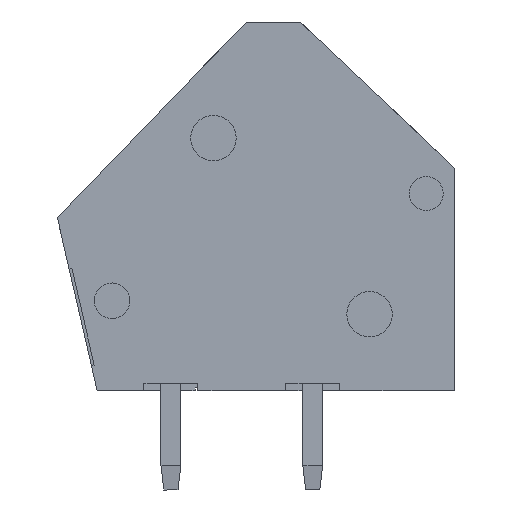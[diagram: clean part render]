
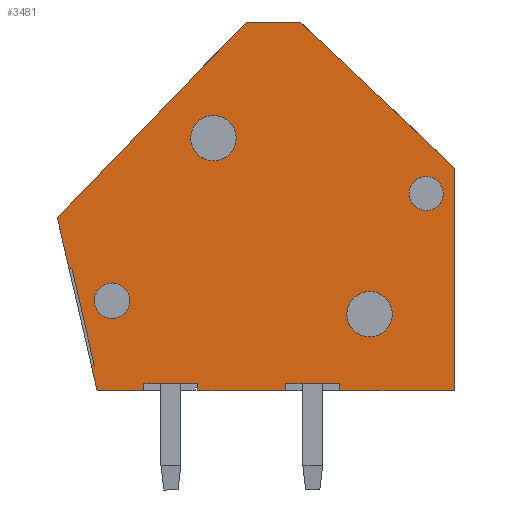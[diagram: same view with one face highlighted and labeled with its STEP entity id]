
A CAD part, left-side view. The second image highlights one B-rep face of the part: STEP entity #3481.
In plain terms, the highlighted planar face has unit normal (-1, 0, 0).
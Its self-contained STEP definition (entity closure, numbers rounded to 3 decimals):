
#109=CIRCLE('',#3728,0.625);
#110=CIRCLE('',#3729,0.8);
#111=CIRCLE('',#3730,0.8);
#112=CIRCLE('',#3731,0.6);
#259=ORIENTED_EDGE('',*,*,#1264,.T.);
#260=ORIENTED_EDGE('',*,*,#1265,.T.);
#261=ORIENTED_EDGE('',*,*,#1266,.T.);
#262=ORIENTED_EDGE('',*,*,#1267,.T.);
#263=ORIENTED_EDGE('',*,*,#1268,.T.);
#264=ORIENTED_EDGE('',*,*,#1269,.T.);
#265=ORIENTED_EDGE('',*,*,#1270,.T.);
#266=ORIENTED_EDGE('',*,*,#1271,.T.);
#267=ORIENTED_EDGE('',*,*,#1272,.T.);
#268=ORIENTED_EDGE('',*,*,#1273,.F.);
#269=ORIENTED_EDGE('',*,*,#1274,.F.);
#270=ORIENTED_EDGE('',*,*,#1275,.F.);
#271=ORIENTED_EDGE('',*,*,#1276,.T.);
#272=ORIENTED_EDGE('',*,*,#1277,.T.);
#273=ORIENTED_EDGE('',*,*,#1278,.T.);
#274=ORIENTED_EDGE('',*,*,#1279,.T.);
#275=ORIENTED_EDGE('',*,*,#1219,.T.);
#276=ORIENTED_EDGE('',*,*,#1280,.T.);
#277=ORIENTED_EDGE('',*,*,#1281,.T.);
#278=ORIENTED_EDGE('',*,*,#1282,.T.);
#279=ORIENTED_EDGE('',*,*,#1283,.T.);
#280=ORIENTED_EDGE('',*,*,#1284,.T.);
#1219=EDGE_CURVE('',#1725,#1726,#2064,.T.);
#1264=EDGE_CURVE('',#1763,#1763,#109,.T.);
#1265=EDGE_CURVE('',#1764,#1764,#110,.T.);
#1266=EDGE_CURVE('',#1765,#1765,#111,.T.);
#1267=EDGE_CURVE('',#1766,#1766,#112,.T.);
#1268=EDGE_CURVE('',#1767,#1768,#2106,.T.);
#1269=EDGE_CURVE('',#1768,#1769,#2107,.T.);
#1270=EDGE_CURVE('',#1769,#1770,#2108,.T.);
#1271=EDGE_CURVE('',#1770,#1771,#2109,.T.);
#1272=EDGE_CURVE('',#1771,#1772,#2110,.T.);
#1273=EDGE_CURVE('',#1773,#1772,#2111,.T.);
#1274=EDGE_CURVE('',#1774,#1773,#2112,.T.);
#1275=EDGE_CURVE('',#1775,#1774,#2113,.T.);
#1276=EDGE_CURVE('',#1775,#1776,#2114,.T.);
#1277=EDGE_CURVE('',#1776,#1777,#2115,.T.);
#1278=EDGE_CURVE('',#1777,#1778,#2116,.T.);
#1279=EDGE_CURVE('',#1778,#1725,#2117,.T.);
#1280=EDGE_CURVE('',#1726,#1779,#2118,.T.);
#1281=EDGE_CURVE('',#1779,#1780,#2119,.T.);
#1282=EDGE_CURVE('',#1780,#1781,#2120,.T.);
#1283=EDGE_CURVE('',#1781,#1782,#2121,.T.);
#1284=EDGE_CURVE('',#1782,#1767,#2122,.T.);
#1725=VERTEX_POINT('',#5016);
#1726=VERTEX_POINT('',#5017);
#1763=VERTEX_POINT('',#5107);
#1764=VERTEX_POINT('',#5109);
#1765=VERTEX_POINT('',#5111);
#1766=VERTEX_POINT('',#5113);
#1767=VERTEX_POINT('',#5115);
#1768=VERTEX_POINT('',#5116);
#1769=VERTEX_POINT('',#5118);
#1770=VERTEX_POINT('',#5120);
#1771=VERTEX_POINT('',#5122);
#1772=VERTEX_POINT('',#5124);
#1773=VERTEX_POINT('',#5126);
#1774=VERTEX_POINT('',#5128);
#1775=VERTEX_POINT('',#5130);
#1776=VERTEX_POINT('',#5132);
#1777=VERTEX_POINT('',#5134);
#1778=VERTEX_POINT('',#5136);
#1779=VERTEX_POINT('',#5139);
#1780=VERTEX_POINT('',#5141);
#1781=VERTEX_POINT('',#5143);
#1782=VERTEX_POINT('',#5145);
#2064=LINE('',#5015,#2473);
#2106=LINE('',#5114,#2515);
#2107=LINE('',#5117,#2516);
#2108=LINE('',#5119,#2517);
#2109=LINE('',#5121,#2518);
#2110=LINE('',#5123,#2519);
#2111=LINE('',#5125,#2520);
#2112=LINE('',#5127,#2521);
#2113=LINE('',#5129,#2522);
#2114=LINE('',#5131,#2523);
#2115=LINE('',#5133,#2524);
#2116=LINE('',#5135,#2525);
#2117=LINE('',#5137,#2526);
#2118=LINE('',#5138,#2527);
#2119=LINE('',#5140,#2528);
#2120=LINE('',#5142,#2529);
#2121=LINE('',#5144,#2530);
#2122=LINE('',#5146,#2531);
#2473=VECTOR('',#4019,1000.);
#2515=VECTOR('',#4091,1000.);
#2516=VECTOR('',#4092,1000.);
#2517=VECTOR('',#4093,1000.);
#2518=VECTOR('',#4094,1000.);
#2519=VECTOR('',#4095,1000.);
#2520=VECTOR('',#4096,1000.);
#2521=VECTOR('',#4097,1000.);
#2522=VECTOR('',#4098,1000.);
#2523=VECTOR('',#4099,1000.);
#2524=VECTOR('',#4100,1000.);
#2525=VECTOR('',#4101,1000.);
#2526=VECTOR('',#4102,1000.);
#2527=VECTOR('',#4103,1000.);
#2528=VECTOR('',#4104,1000.);
#2529=VECTOR('',#4105,1000.);
#2530=VECTOR('',#4106,1000.);
#2531=VECTOR('',#4107,1000.);
#2886=EDGE_LOOP('',(#259));
#2887=EDGE_LOOP('',(#260));
#2888=EDGE_LOOP('',(#261));
#2889=EDGE_LOOP('',(#262));
#2890=EDGE_LOOP('',(#263,#264,#265,#266,#267,#268,#269,#270,#271,#272,#273,
#274,#275,#276,#277,#278,#279,#280));
#3113=FACE_BOUND('',#2886,.T.);
#3114=FACE_BOUND('',#2887,.T.);
#3115=FACE_BOUND('',#2888,.T.);
#3116=FACE_BOUND('',#2889,.T.);
#3117=FACE_BOUND('',#2890,.T.);
#3336=PLANE('',#3727);
#3481=ADVANCED_FACE('',(#3113,#3114,#3115,#3116,#3117),#3336,.T.);
#3727=AXIS2_PLACEMENT_3D('',#5105,#4081,#4082);
#3728=AXIS2_PLACEMENT_3D('',#5106,#4083,#4084);
#3729=AXIS2_PLACEMENT_3D('',#5108,#4085,#4086);
#3730=AXIS2_PLACEMENT_3D('',#5110,#4087,#4088);
#3731=AXIS2_PLACEMENT_3D('',#5112,#4089,#4090);
#4019=DIRECTION('',(0.,0.693,-0.72));
#4081=DIRECTION('',(-1.,0.,0.));
#4082=DIRECTION('',(0.,0.,1.));
#4083=DIRECTION('',(1.,0.,0.));
#4084=DIRECTION('',(0.,-1.,0.));
#4085=DIRECTION('',(1.,0.,0.));
#4086=DIRECTION('',(0.,-1.,0.));
#4087=DIRECTION('',(1.,0.,0.));
#4088=DIRECTION('',(0.,-1.,0.));
#4089=DIRECTION('',(1.,0.,0.));
#4090=DIRECTION('',(0.,-1.,0.));
#4091=DIRECTION('',(0.,-1.,0.));
#4092=DIRECTION('',(0.,0.,1.));
#4093=DIRECTION('',(0.,-1.,0.));
#4094=DIRECTION('',(0.,0.,-1.));
#4095=DIRECTION('',(0.,-1.,0.));
#4096=DIRECTION('',(0.,0.,-1.));
#4097=DIRECTION('',(0.,1.,0.));
#4098=DIRECTION('',(0.,0.,1.));
#4099=DIRECTION('',(0.,-1.,0.));
#4100=DIRECTION('',(0.,0.,1.));
#4101=DIRECTION('',(0.,0.727,0.687));
#4102=DIRECTION('',(0.,1.,0.));
#4103=DIRECTION('',(0.,-0.224,-0.975));
#4104=DIRECTION('',(0.,-0.975,0.224));
#4105=DIRECTION('',(0.,-0.224,-0.975));
#4106=DIRECTION('',(0.,0.975,-0.224));
#4107=DIRECTION('',(0.,-0.224,-0.975));
#5015=CARTESIAN_POINT('',(-2.5,1.05,9.075));
#5016=CARTESIAN_POINT('',(-2.5,1.05,9.075));
#5017=CARTESIAN_POINT('',(-2.5,7.7,2.166));
#5105=CARTESIAN_POINT('',(-2.5,0.,0.));
#5106=CARTESIAN_POINT('',(-2.5,5.775,-0.75));
#5107=CARTESIAN_POINT('',(-2.5,5.15,-0.75));
#5108=CARTESIAN_POINT('',(-2.5,2.2,4.981));
#5109=CARTESIAN_POINT('',(-2.5,1.4,4.981));
#5110=CARTESIAN_POINT('',(-2.5,-3.304,-1.23));
#5111=CARTESIAN_POINT('',(-2.5,-4.104,-1.23));
#5112=CARTESIAN_POINT('',(-2.5,-5.3,3.025));
#5113=CARTESIAN_POINT('',(-2.5,-5.9,3.025));
#5114=CARTESIAN_POINT('',(-2.5,6.3,-3.925));
#5115=CARTESIAN_POINT('',(-2.5,6.3,-3.925));
#5116=CARTESIAN_POINT('',(-2.5,4.65,-3.925));
#5117=CARTESIAN_POINT('',(-2.5,4.65,0.));
#5118=CARTESIAN_POINT('',(-2.5,4.65,-3.675));
#5119=CARTESIAN_POINT('',(-2.5,0.,-3.675));
#5120=CARTESIAN_POINT('',(-2.5,2.75,-3.675));
#5121=CARTESIAN_POINT('',(-2.5,2.75,0.));
#5122=CARTESIAN_POINT('',(-2.5,2.75,-3.925));
#5123=CARTESIAN_POINT('',(-2.5,6.3,-3.925));
#5124=CARTESIAN_POINT('',(-2.5,-0.35,-3.925));
#5125=CARTESIAN_POINT('',(-2.5,-0.35,0.));
#5126=CARTESIAN_POINT('',(-2.5,-0.35,-3.675));
#5127=CARTESIAN_POINT('',(-2.5,0.,-3.675));
#5128=CARTESIAN_POINT('',(-2.5,-2.25,-3.675));
#5129=CARTESIAN_POINT('',(-2.5,-2.25,0.));
#5130=CARTESIAN_POINT('',(-2.5,-2.25,-3.925));
#5131=CARTESIAN_POINT('',(-2.5,6.3,-3.925));
#5132=CARTESIAN_POINT('',(-2.5,-6.3,-3.925));
#5133=CARTESIAN_POINT('',(-2.5,-6.3,-3.925));
#5134=CARTESIAN_POINT('',(-2.5,-6.3,3.925));
#5135=CARTESIAN_POINT('',(-2.5,-6.3,3.925));
#5136=CARTESIAN_POINT('',(-2.5,-0.85,9.075));
#5137=CARTESIAN_POINT('',(-2.5,-0.85,9.075));
#5138=CARTESIAN_POINT('',(-2.5,7.7,2.166));
#5139=CARTESIAN_POINT('',(-2.5,7.286,0.363));
#5140=CARTESIAN_POINT('',(-2.5,7.286,0.363));
#5141=CARTESIAN_POINT('',(-2.5,7.188,0.386));
#5142=CARTESIAN_POINT('',(-2.5,7.188,0.386));
#5143=CARTESIAN_POINT('',(-2.5,6.404,-3.025));
#5144=CARTESIAN_POINT('',(-2.5,6.404,-3.025));
#5145=CARTESIAN_POINT('',(-2.5,6.502,-3.048));
#5146=CARTESIAN_POINT('',(-2.5,6.502,-3.048));
